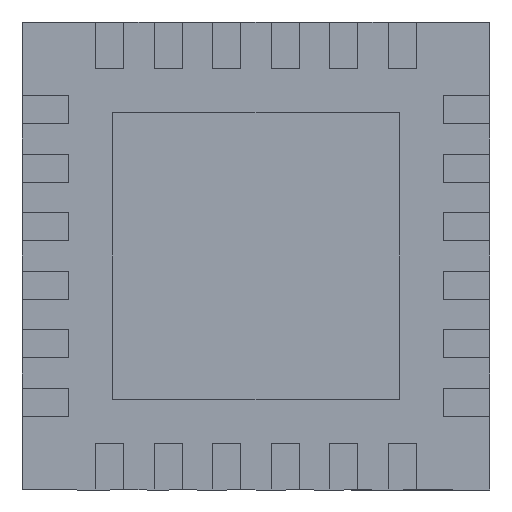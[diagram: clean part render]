
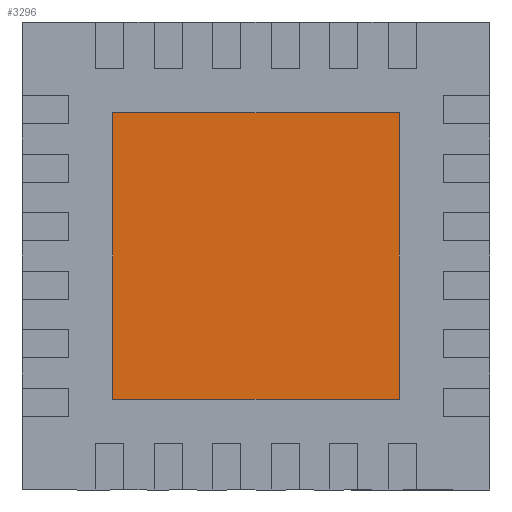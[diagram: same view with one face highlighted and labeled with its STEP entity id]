
A CAD part, front view. The second image highlights one B-rep face of the part: STEP entity #3296.
In plain terms, the highlighted planar face has unit normal (0, -1, 0).
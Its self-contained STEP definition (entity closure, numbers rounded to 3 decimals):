
#21 = LINE ( 'NONE', #189, #3577 ) ;
#42 = EDGE_LOOP ( 'NONE', ( #5455, #4906, #2739, #314 ) ) ;
#189 = CARTESIAN_POINT ( 'NONE',  ( 1.225, 0., -1.225 ) ) ;
#314 = ORIENTED_EDGE ( 'NONE', *, *, #4222, .T. ) ;
#536 = CARTESIAN_POINT ( 'NONE',  ( -1.225, 0., -1.225 ) ) ;
#1039 = CARTESIAN_POINT ( 'NONE',  ( -1.225, 0., -1.225 ) ) ;
#1152 = DIRECTION ( 'NONE',  ( -1., 0., 0. ) ) ;
#1651 = VECTOR ( 'NONE', #4080, 1000. ) ;
#1762 = VECTOR ( 'NONE', #1152, 1000. ) ;
#1801 = LINE ( 'NONE', #5423, #4634 ) ;
#1891 = VERTEX_POINT ( 'NONE', #7074 ) ;
#2034 = AXIS2_PLACEMENT_3D ( 'NONE', #2767, #6823, #5722 ) ;
#2739 = ORIENTED_EDGE ( 'NONE', *, *, #4449, .T. ) ;
#2767 = CARTESIAN_POINT ( 'NONE',  ( 0., 0., 0. ) ) ;
#2992 = LINE ( 'NONE', #536, #1651 ) ;
#3296 = ADVANCED_FACE ( 'NONE', ( #4531 ), #6290, .T. ) ;
#3450 = CARTESIAN_POINT ( 'NONE',  ( 1.225, 0., 1.225 ) ) ;
#3577 = VECTOR ( 'NONE', #6731, 1000. ) ;
#4080 = DIRECTION ( 'NONE',  ( 0., 0., -1. ) ) ;
#4222 = EDGE_CURVE ( 'NONE', #4969, #6536, #6846, .T. ) ;
#4449 = EDGE_CURVE ( 'NONE', #1891, #4969, #21, .T. ) ;
#4531 = FACE_OUTER_BOUND ( 'NONE', #42, .T. ) ;
#4634 = VECTOR ( 'NONE', #4731, 1000. ) ;
#4731 = DIRECTION ( 'NONE',  ( 1., 0., 0. ) ) ;
#4906 = ORIENTED_EDGE ( 'NONE', *, *, #7537, .T. ) ;
#4969 = VERTEX_POINT ( 'NONE', #5908 ) ;
#5423 = CARTESIAN_POINT ( 'NONE',  ( 1.225, 0., -1.225 ) ) ;
#5455 = ORIENTED_EDGE ( 'NONE', *, *, #6798, .T. ) ;
#5722 = DIRECTION ( 'NONE',  ( 0., 0., -1. ) ) ;
#5828 = VERTEX_POINT ( 'NONE', #1039 ) ;
#5908 = CARTESIAN_POINT ( 'NONE',  ( 1.225, 0., 1.225 ) ) ;
#6290 = PLANE ( 'NONE',  #2034 ) ;
#6536 = VERTEX_POINT ( 'NONE', #6775 ) ;
#6731 = DIRECTION ( 'NONE',  ( 0., 0., 1. ) ) ;
#6775 = CARTESIAN_POINT ( 'NONE',  ( -1.225, 0., 1.225 ) ) ;
#6798 = EDGE_CURVE ( 'NONE', #6536, #5828, #2992, .T. ) ;
#6823 = DIRECTION ( 'NONE',  ( 0., -1., 0. ) ) ;
#6846 = LINE ( 'NONE', #3450, #1762 ) ;
#7074 = CARTESIAN_POINT ( 'NONE',  ( 1.225, 0., -1.225 ) ) ;
#7537 = EDGE_CURVE ( 'NONE', #5828, #1891, #1801, .T. ) ;
